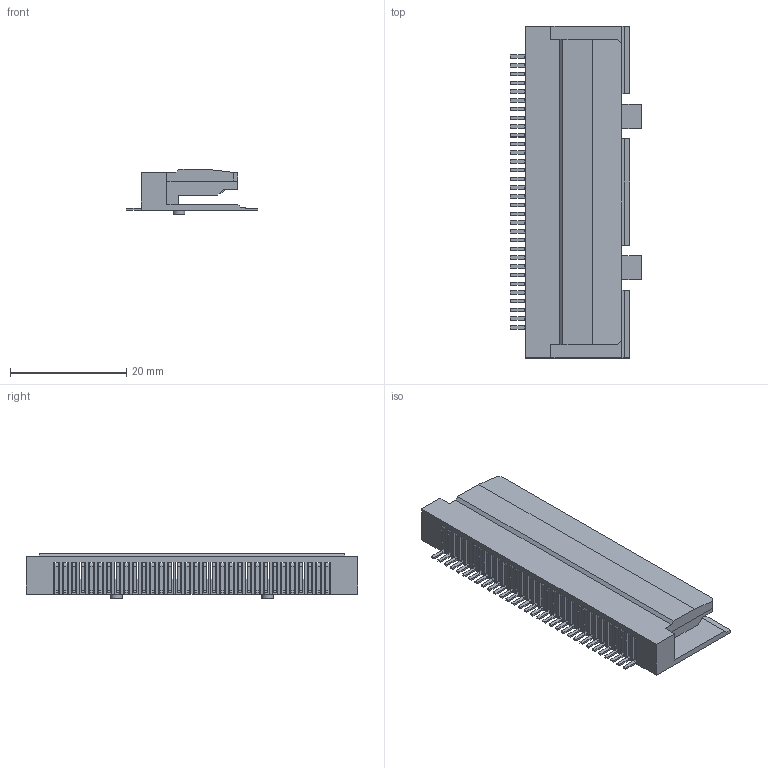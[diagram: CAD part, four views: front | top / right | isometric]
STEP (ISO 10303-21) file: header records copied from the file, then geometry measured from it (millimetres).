
FILE_DESCRIPTION(/* description */ ('STEP AP214'),/* implementation_level */ '2;1');
FILE_NAME(/* name */ '984d8efb-ee97-44b2-b5db-4b2264902575',/* time_stamp */ '2023-03-06T02:07:30+00:00',/* author */ (''),/* organization */ (''),/* preprocessor_version */ 'ST-DEVELOPER v18.102',/* originating_system */ ' ',/* authorisation */ ' ');
FILE_SCHEMA (('AUTOMOTIVE_DESIGN {1 0 10303 214 3 1 1}'));
Length unit declared in the file: metre
Products named in the file (1): GBA Slot
Bounding box: 22.5 x 57 x 7.75 mm (x, y, z)
Volume: 3617.3 mm3; surface area: 8672 mm2
Topology: 1 solids, 1 shells, 1081 faces, 3349 edges, 2208 vertices
Faces by surface type: plane 759, cylinder 322
Full cylindrical faces by diameter (mm): 2 x2
Entity records: 43078 total; most frequent: ORIENTED_EDGE 6694, CARTESIAN_POINT 6637, DIRECTION 6155, EDGE_CURVE 3347, LINE 2703, VECTOR 2703, VERTEX_POINT 2208, AXIS2_PLACEMENT_3D 1726
